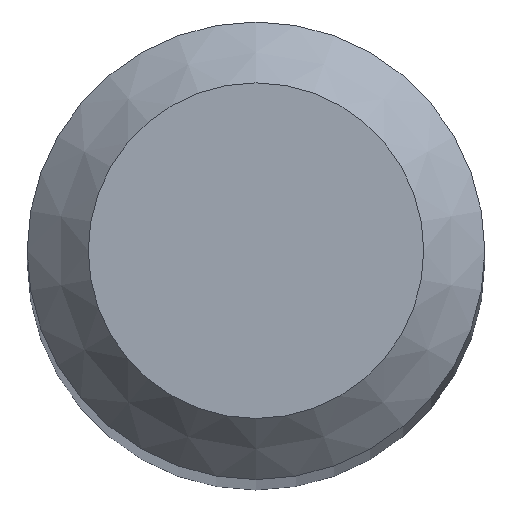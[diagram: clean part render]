
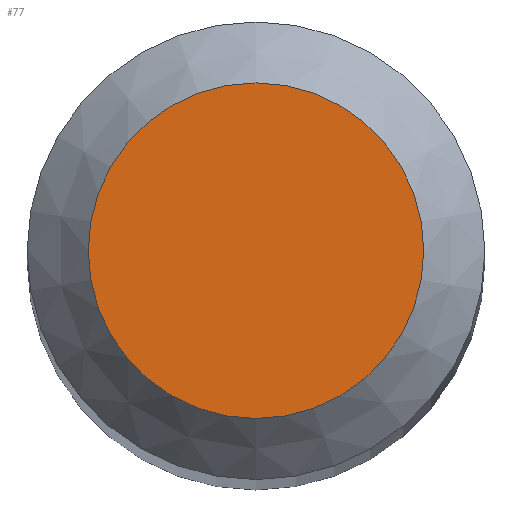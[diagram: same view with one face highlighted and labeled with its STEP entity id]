
A CAD part, top view. The second image highlights one B-rep face of the part: STEP entity #77.
In plain terms, the highlighted planar face has unit normal (0, 0, 1).
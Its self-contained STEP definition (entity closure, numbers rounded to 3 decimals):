
#11 = DIRECTION ( 'NONE',  ( 0., 0., -1. ) ) ;
#30 = DIRECTION ( 'NONE',  ( 0., 1., 0. ) ) ;
#67 = CARTESIAN_POINT ( 'NONE',  ( 0., 0., 30. ) ) ;
#75 = EDGE_CURVE ( 'NONE', #89, #89, #172, .T. ) ;
#77 = ADVANCED_FACE ( 'NONE', ( #115 ), #148, .F. ) ;
#84 = DIRECTION ( 'NONE',  ( 0., 1., 0. ) ) ;
#89 = VERTEX_POINT ( 'NONE', #170 ) ;
#99 = CARTESIAN_POINT ( 'NONE',  ( 0., 0., 30. ) ) ;
#101 = EDGE_LOOP ( 'NONE', ( #198 ) ) ;
#115 = FACE_OUTER_BOUND ( 'NONE', #101, .T. ) ;
#148 = PLANE ( 'NONE',  #208 ) ;
#164 = DIRECTION ( 'NONE',  ( 0., 0., -1. ) ) ;
#170 = CARTESIAN_POINT ( 'NONE',  ( 0., 0.55, 30. ) ) ;
#172 = CIRCLE ( 'NONE', #195, 0.55 ) ;
#195 = AXIS2_PLACEMENT_3D ( 'NONE', #99, #11, #84 ) ;
#198 = ORIENTED_EDGE ( 'NONE', *, *, #75, .F. ) ;
#208 = AXIS2_PLACEMENT_3D ( 'NONE', #67, #164, #30 ) ;
